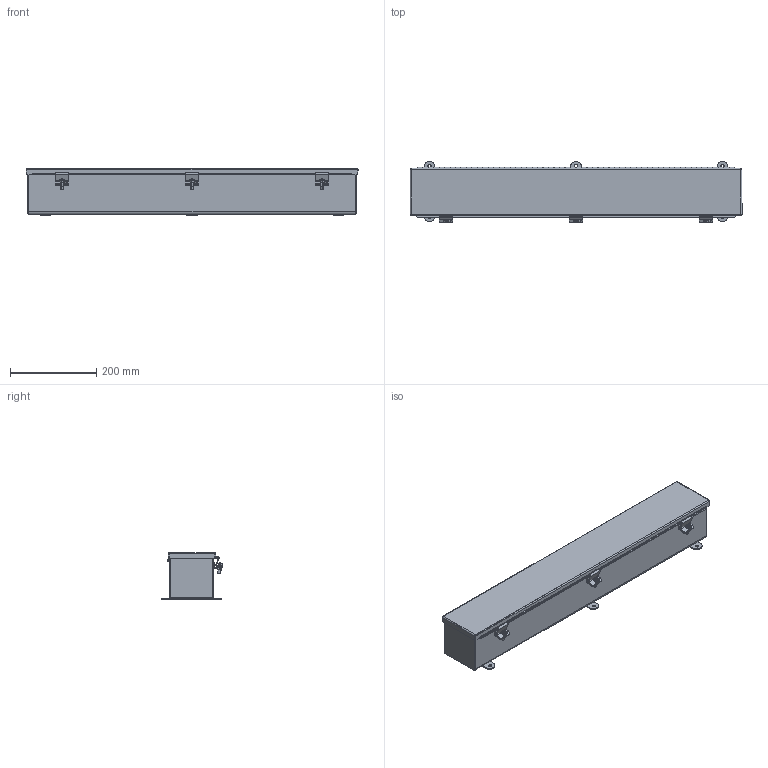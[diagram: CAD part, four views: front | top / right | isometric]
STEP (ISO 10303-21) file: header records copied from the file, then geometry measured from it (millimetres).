
FILE_DESCRIPTION (( 'STEP AP214' ), '1' );
FILE_NAME ('T4430CH.STEP', '2021-11-10T20:20:07', ( '' ), ( '' ), 'SwSTEP 2.0', 'SolidWorks 2021', '' );
FILE_SCHEMA (( 'AUTOMOTIVE_DESIGN' ));
Length unit declared in the file: inch
Products named in the file (1): T4430CH
Bounding box: 769.94 x 142.11 x 108.78 mm (x, y, z)
Volume: 773541.9 mm3; surface area: 857853.1 mm2
Topology: 19 solids, 19 shells, 741 faces, 2056 edges, 1359 vertices
Faces by surface type: plane 378, cylinder 340, bspline 17, cone 6
Entity records: 34604 total; most frequent: CARTESIAN_POINT 4947, DIRECTION 4148, ORIENTED_EDGE 4112, EDGE_CURVE 2056, AXIS2_PLACEMENT_3D 1416, VERTEX_POINT 1359, VECTOR 1316, LINE 1316
